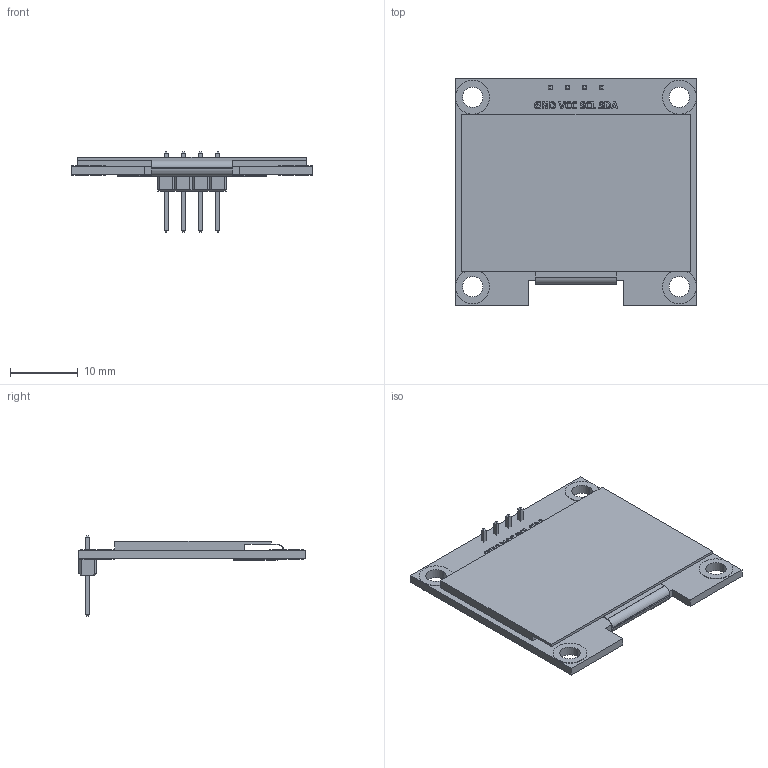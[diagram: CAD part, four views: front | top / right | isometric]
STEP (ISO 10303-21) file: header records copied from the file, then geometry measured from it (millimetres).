
FILE_DESCRIPTION (( 'STEP AP214' ), '1' );
FILE_NAME ('DB9B87CB-4D6D-4E0D-9509-5F97BCADBB6D.STEP', '2024-08-02T03:35:29', ( '' ), ( '' ), 'SwSTEP 2.0', 'SolidWorks 2022', '' );
FILE_SCHEMA (( 'AUTOMOTIVE_DESIGN' ));
Length unit declared in the file: millimetre
Products named in the file (1): DB9B87CB-4D6D-4E0D-9509-5F97BCADBB6D
Bounding box: 35.65 x 33.6 x 11.8 mm (x, y, z)
Volume: 2335.1 mm3; surface area: 3425.5 mm2
Topology: 3 solids, 3 shells, 389 faces, 975 edges, 624 vertices
Faces by surface type: plane 252, bspline 109, cylinder 28
Entity records: 18411 total; most frequent: CARTESIAN_POINT 8322, ORIENTED_EDGE 1950, DIRECTION 1375, EDGE_CURVE 975, LINE 701, VECTOR 701, VERTEX_POINT 624, EDGE_LOOP 429
